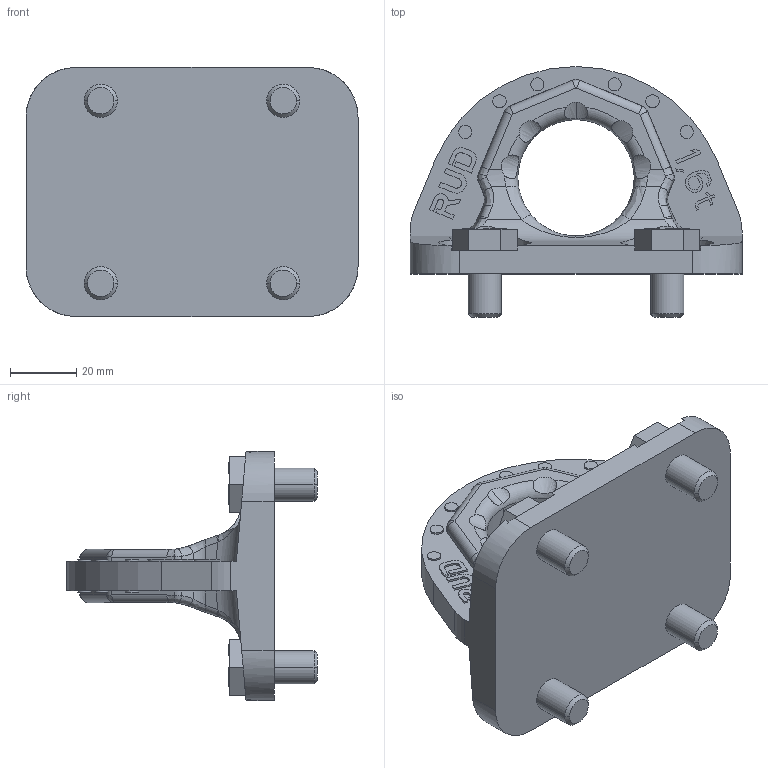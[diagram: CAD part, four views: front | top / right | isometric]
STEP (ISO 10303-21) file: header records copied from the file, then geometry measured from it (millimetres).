
FILE_DESCRIPTION((''),'2;1');
FILE_NAME('001-M35145-P-2','2016-02-04T',('Marcel.Bux'),(''),'PRO/ENGINEER BY PARAMETRIC TECHNOLOGY CORPORATION, 2010140','PRO/ENGINEER BY PARAMETRIC TECHNOLOGY CORPORATION, 2010140','');
FILE_SCHEMA(('CONFIG_CONTROL_DESIGN'));
Length unit declared in the file: millimetre
Products named in the file (1): 001-M35145-P-2
Bounding box: 100 x 75.5 x 75 mm (x, y, z)
Volume: 118508.6 mm3; surface area: 29854 mm2
Topology: 1 solids, 1 shells, 1353 faces, 3724 edges, 2462 vertices
Faces by surface type: plane 1195, cylinder 94, bspline 42, extrusion 12, cone 8, torus 2
Entity records: 44205 total; most frequent: CARTESIAN_POINT 9970, ORIENTED_EDGE 7448, DIRECTION 6378, EDGE_CURVE 3724, VECTOR 3400, LINE 3388, VERTEX_POINT 2462, AXIS2_PLACEMENT_3D 1489
